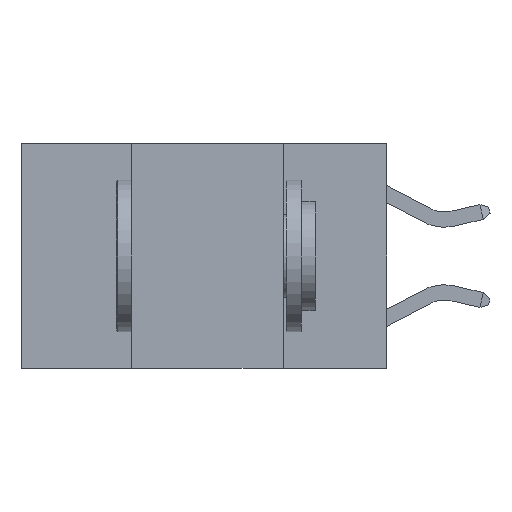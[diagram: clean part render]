
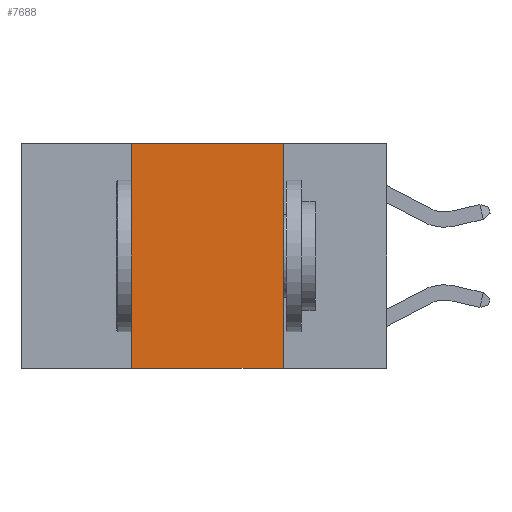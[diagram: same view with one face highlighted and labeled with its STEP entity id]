
A CAD part, left-side view. The second image highlights one B-rep face of the part: STEP entity #7688.
In plain terms, the highlighted planar face has unit normal (-1, 0, 0).
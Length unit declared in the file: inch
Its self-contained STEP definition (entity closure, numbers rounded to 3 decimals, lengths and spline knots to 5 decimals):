
#269 = EDGE_LOOP ( 'NONE', ( #4878, #8846, #6165, #2494 ) ) ;
#900 = LINE ( 'NONE', #7736, #3495 ) ;
#1034 = DIRECTION ( 'NONE',  ( 0., 0., -1. ) ) ;
#1338 = VERTEX_POINT ( 'NONE', #4288 ) ;
#2159 = FACE_OUTER_BOUND ( 'NONE', #269, .T. ) ;
#2494 = ORIENTED_EDGE ( 'NONE', *, *, #3962, .T. ) ;
#3237 = CARTESIAN_POINT ( 'NONE',  ( 0., 0.17, -0.37 ) ) ;
#3495 = VECTOR ( 'NONE', #9405, 39.37008 ) ;
#3891 = CARTESIAN_POINT ( 'NONE',  ( 0., 0.42, -0.37 ) ) ;
#3962 = EDGE_CURVE ( 'NONE', #9650, #4731, #7032, .T. ) ;
#3987 = DIRECTION ( 'NONE',  ( 1., 0., 0. ) ) ;
#4288 = CARTESIAN_POINT ( 'NONE',  ( 0., 0.17, 0. ) ) ;
#4435 = DIRECTION ( 'NONE',  ( 0., -1., 0. ) ) ;
#4731 = VERTEX_POINT ( 'NONE', #3237 ) ;
#4878 = ORIENTED_EDGE ( 'NONE', *, *, #10852, .F. ) ;
#5350 = DIRECTION ( 'NONE',  ( 0., 0., 1. ) ) ;
#5717 = AXIS2_PLACEMENT_3D ( 'NONE', #8210, #3987, #8304 ) ;
#6165 = ORIENTED_EDGE ( 'NONE', *, *, #11228, .F. ) ;
#6401 = VECTOR ( 'NONE', #1034, 39.37008 ) ;
#6928 = VECTOR ( 'NONE', #5350, 39.37008 ) ;
#7032 = LINE ( 'NONE', #7837, #10372 ) ;
#7095 = PLANE ( 'NONE',  #5717 ) ;
#7547 = VERTEX_POINT ( 'NONE', #8925 ) ;
#7688 = ADVANCED_FACE ( 'NONE', ( #2159 ), #7095, .F. ) ;
#7736 = CARTESIAN_POINT ( 'NONE',  ( 0., 0.6, 0. ) ) ;
#7798 = LINE ( 'NONE', #10417, #6928 ) ;
#7837 = CARTESIAN_POINT ( 'NONE',  ( 0., 0.6, -0.37 ) ) ;
#8210 = CARTESIAN_POINT ( 'NONE',  ( 0., 0.6, 0. ) ) ;
#8304 = DIRECTION ( 'NONE',  ( 0., 0., -1. ) ) ;
#8822 = CARTESIAN_POINT ( 'NONE',  ( 0., 0.17, 0. ) ) ;
#8846 = ORIENTED_EDGE ( 'NONE', *, *, #10117, .F. ) ;
#8925 = CARTESIAN_POINT ( 'NONE',  ( 0., 0.42, 0. ) ) ;
#9405 = DIRECTION ( 'NONE',  ( 0., -1., 0. ) ) ;
#9547 = LINE ( 'NONE', #8822, #6401 ) ;
#9650 = VERTEX_POINT ( 'NONE', #3891 ) ;
#10117 = EDGE_CURVE ( 'NONE', #7547, #1338, #900, .T. ) ;
#10372 = VECTOR ( 'NONE', #4435, 39.37008 ) ;
#10417 = CARTESIAN_POINT ( 'NONE',  ( 0., 0.42, 0. ) ) ;
#10852 = EDGE_CURVE ( 'NONE', #1338, #4731, #9547, .T. ) ;
#11228 = EDGE_CURVE ( 'NONE', #9650, #7547, #7798, .T. ) ;
